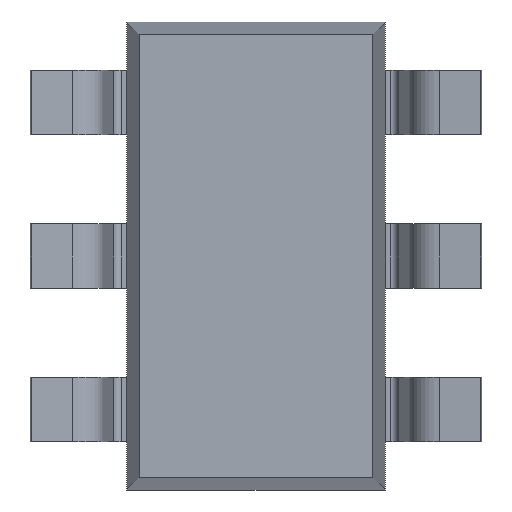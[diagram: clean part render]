
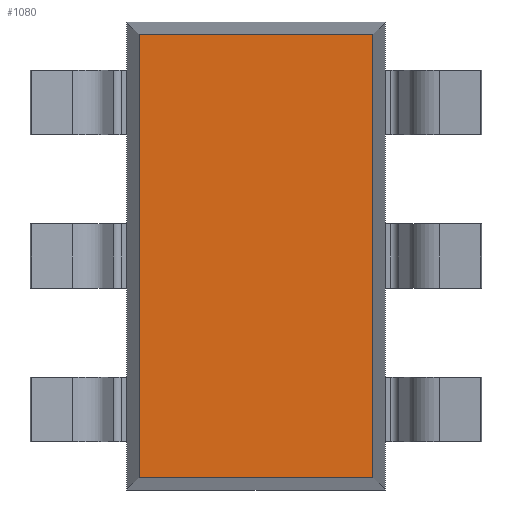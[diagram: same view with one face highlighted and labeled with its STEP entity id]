
A CAD part, front view. The second image highlights one B-rep face of the part: STEP entity #1080.
In plain terms, the highlighted planar face has unit normal (0, -1, 0).
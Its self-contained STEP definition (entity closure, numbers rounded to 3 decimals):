
#176 = DIRECTION ( 'NONE',  ( 1., 0., 0. ) ) ;
#209 = EDGE_CURVE ( 'NONE', #514, #841, #1030, .T. ) ;
#226 = CARTESIAN_POINT ( 'NONE',  ( -0.725, 0.15, -1.45 ) ) ;
#514 = VERTEX_POINT ( 'NONE', #805 ) ;
#659 = CARTESIAN_POINT ( 'NONE',  ( -0.8, 0.15, 1.375 ) ) ;
#660 = CARTESIAN_POINT ( 'NONE',  ( 0.8, 0.15, -1.375 ) ) ;
#662 = ORIENTED_EDGE ( 'NONE', *, *, #209, .T. ) ;
#804 = CARTESIAN_POINT ( 'NONE',  ( 0., 0.15, 0. ) ) ;
#805 = CARTESIAN_POINT ( 'NONE',  ( 0.725, 0.15, -1.375 ) ) ;
#841 = VERTEX_POINT ( 'NONE', #922 ) ;
#850 = VERTEX_POINT ( 'NONE', #1260 ) ;
#908 = DIRECTION ( 'NONE',  ( -1., 0., 0. ) ) ;
#922 = CARTESIAN_POINT ( 'NONE',  ( 0.725, 0.15, 1.375 ) ) ;
#1030 = LINE ( 'NONE', #2157, #1608 ) ;
#1050 = LINE ( 'NONE', #660, #2288 ) ;
#1054 = FACE_OUTER_BOUND ( 'NONE', #1181, .T. ) ;
#1080 = ADVANCED_FACE ( 'NONE', ( #1054 ), #2030, .F. ) ;
#1138 = EDGE_CURVE ( 'NONE', #850, #514, #1050, .T. ) ;
#1181 = EDGE_LOOP ( 'NONE', ( #2538, #1200, #2217, #662 ) ) ;
#1200 = ORIENTED_EDGE ( 'NONE', *, *, #2297, .T. ) ;
#1217 = VECTOR ( 'NONE', #908, 1000. ) ;
#1260 = CARTESIAN_POINT ( 'NONE',  ( -0.725, 0.15, -1.375 ) ) ;
#1262 = DIRECTION ( 'NONE',  ( 0., 0., -1. ) ) ;
#1434 = VECTOR ( 'NONE', #1262, 1000. ) ;
#1608 = VECTOR ( 'NONE', #2877, 1000. ) ;
#1626 = CARTESIAN_POINT ( 'NONE',  ( -0.725, 0.15, 1.375 ) ) ;
#1803 = DIRECTION ( 'NONE',  ( 0., 0., 1. ) ) ;
#2030 = PLANE ( 'NONE',  #2616 ) ;
#2157 = CARTESIAN_POINT ( 'NONE',  ( 0.725, 0.15, 1.45 ) ) ;
#2184 = LINE ( 'NONE', #659, #1217 ) ;
#2217 = ORIENTED_EDGE ( 'NONE', *, *, #1138, .T. ) ;
#2288 = VECTOR ( 'NONE', #176, 1000. ) ;
#2297 = EDGE_CURVE ( 'NONE', #2744, #850, #3004, .T. ) ;
#2528 = DIRECTION ( 'NONE',  ( 0., 1., 0. ) ) ;
#2538 = ORIENTED_EDGE ( 'NONE', *, *, #2730, .T. ) ;
#2616 = AXIS2_PLACEMENT_3D ( 'NONE', #804, #2528, #1803 ) ;
#2730 = EDGE_CURVE ( 'NONE', #841, #2744, #2184, .T. ) ;
#2744 = VERTEX_POINT ( 'NONE', #1626 ) ;
#2877 = DIRECTION ( 'NONE',  ( 0., 0., 1. ) ) ;
#3004 = LINE ( 'NONE', #226, #1434 ) ;
